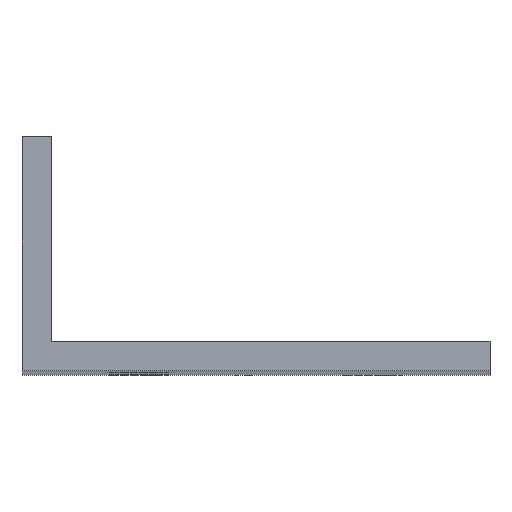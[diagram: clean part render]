
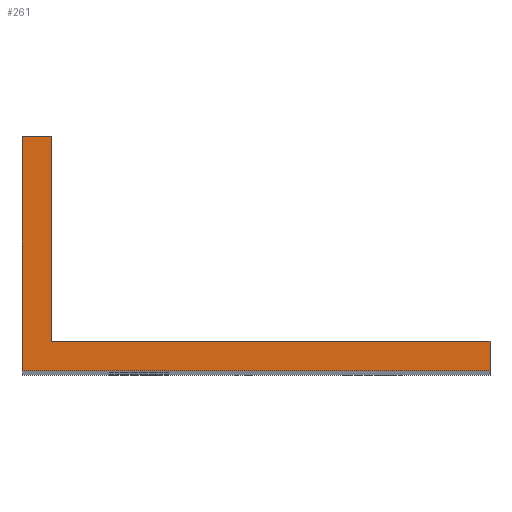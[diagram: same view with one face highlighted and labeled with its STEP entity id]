
A CAD part, top view. The second image highlights one B-rep face of the part: STEP entity #261.
In plain terms, the highlighted planar face has unit normal (0, 0, 1).
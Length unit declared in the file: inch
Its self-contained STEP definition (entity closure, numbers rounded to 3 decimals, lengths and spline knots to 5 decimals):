
#1 = DIRECTION ( 'NONE',  ( -1., 0., 0. ) ) ;
#4 = EDGE_CURVE ( 'NONE', #255, #599, #738, .T. ) ;
#5 = CARTESIAN_POINT ( 'NONE',  ( 2., 0.125, 12. ) ) ;
#41 = CARTESIAN_POINT ( 'NONE',  ( 0.125, 1., 12. ) ) ;
#82 = DIRECTION ( 'NONE',  ( -1., 0., 0. ) ) ;
#86 = DIRECTION ( 'NONE',  ( 1., 0., 0. ) ) ;
#88 = DIRECTION ( 'NONE',  ( 0., 0., 1. ) ) ;
#95 = CARTESIAN_POINT ( 'NONE',  ( 0., 0., 12. ) ) ;
#103 = PLANE ( 'NONE',  #705 ) ;
#123 = CARTESIAN_POINT ( 'NONE',  ( 0.125, 0.125, 12. ) ) ;
#125 = CARTESIAN_POINT ( 'NONE',  ( 0., 1., 12. ) ) ;
#142 = CARTESIAN_POINT ( 'NONE',  ( 2., 0.125, 12. ) ) ;
#159 = DIRECTION ( 'NONE',  ( 0., 1., 0. ) ) ;
#167 = CARTESIAN_POINT ( 'NONE',  ( 0.125, 1., 12. ) ) ;
#182 = CARTESIAN_POINT ( 'NONE',  ( 2., 0., 12. ) ) ;
#191 = CARTESIAN_POINT ( 'NONE',  ( 0., 0., 12. ) ) ;
#215 = ORIENTED_EDGE ( 'NONE', *, *, #764, .T. ) ;
#225 = ORIENTED_EDGE ( 'NONE', *, *, #686, .T. ) ;
#229 = VERTEX_POINT ( 'NONE', #125 ) ;
#254 = EDGE_LOOP ( 'NONE', ( #225, #215, #626, #624, #295, #636 ) ) ;
#255 = VERTEX_POINT ( 'NONE', #123 ) ;
#261 = ADVANCED_FACE ( 'NONE', ( #566 ), #103, .T. ) ;
#295 = ORIENTED_EDGE ( 'NONE', *, *, #4, .T. ) ;
#340 = DIRECTION ( 'NONE',  ( 0., -1., 0. ) ) ;
#353 = EDGE_CURVE ( 'NONE', #599, #229, #546, .T. ) ;
#363 = VERTEX_POINT ( 'NONE', #5 ) ;
#374 = VERTEX_POINT ( 'NONE', #191 ) ;
#403 = VECTOR ( 'NONE', #493, 39.37008 ) ;
#410 = LINE ( 'NONE', #509, #403 ) ;
#436 = VECTOR ( 'NONE', #340, 39.37008 ) ;
#439 = LINE ( 'NONE', #460, #436 ) ;
#440 = EDGE_CURVE ( 'NONE', #746, #363, #525, .T. ) ;
#460 = CARTESIAN_POINT ( 'NONE',  ( 0., 1., 12. ) ) ;
#484 = CARTESIAN_POINT ( 'NONE',  ( 2., 0., 12. ) ) ;
#488 = VECTOR ( 'NONE', #82, 39.37008 ) ;
#493 = DIRECTION ( 'NONE',  ( 1., 0., 0. ) ) ;
#496 = LINE ( 'NONE', #142, #488 ) ;
#509 = CARTESIAN_POINT ( 'NONE',  ( 0., 0., 12. ) ) ;
#522 = VECTOR ( 'NONE', #159, 39.37008 ) ;
#525 = LINE ( 'NONE', #182, #522 ) ;
#543 = VECTOR ( 'NONE', #1, 39.37008 ) ;
#546 = LINE ( 'NONE', #41, #543 ) ;
#566 = FACE_OUTER_BOUND ( 'NONE', #254, .T. ) ;
#577 = EDGE_CURVE ( 'NONE', #363, #255, #496, .T. ) ;
#599 = VERTEX_POINT ( 'NONE', #167 ) ;
#624 = ORIENTED_EDGE ( 'NONE', *, *, #577, .T. ) ;
#625 = DIRECTION ( 'NONE',  ( 0., 1., 0. ) ) ;
#626 = ORIENTED_EDGE ( 'NONE', *, *, #440, .T. ) ;
#636 = ORIENTED_EDGE ( 'NONE', *, *, #353, .T. ) ;
#686 = EDGE_CURVE ( 'NONE', #229, #374, #439, .T. ) ;
#705 = AXIS2_PLACEMENT_3D ( 'NONE', #95, #88, #86 ) ;
#729 = VECTOR ( 'NONE', #625, 39.37008 ) ;
#738 = LINE ( 'NONE', #748, #729 ) ;
#746 = VERTEX_POINT ( 'NONE', #484 ) ;
#748 = CARTESIAN_POINT ( 'NONE',  ( 0.125, 0.125, 12. ) ) ;
#764 = EDGE_CURVE ( 'NONE', #374, #746, #410, .T. ) ;
